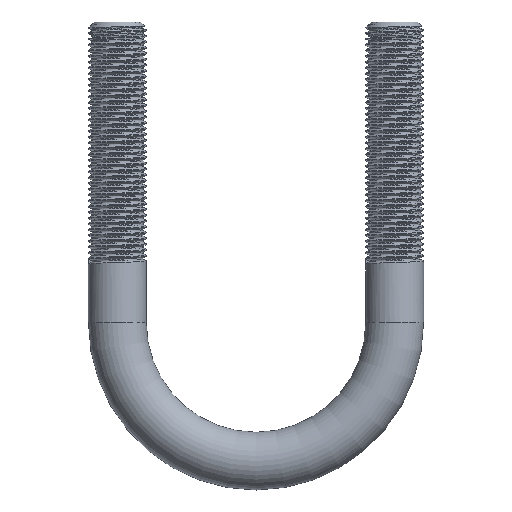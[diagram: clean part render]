
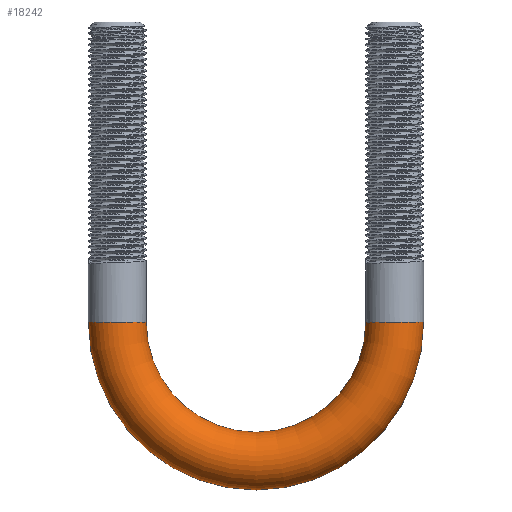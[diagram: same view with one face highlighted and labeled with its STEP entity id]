
A CAD part, front view. The second image highlights one B-rep face of the part: STEP entity #18242.
In plain terms, the highlighted toroidal (fillet/blend) face has major radius 24 mm and minor radius 5 mm.
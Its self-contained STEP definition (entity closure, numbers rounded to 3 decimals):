
#874 = VERTEX_POINT ( 'NONE', #11724 ) ;
#1168 = DIRECTION ( 'NONE',  ( 0., 1., 0. ) ) ;
#1363 = EDGE_CURVE ( 'NONE', #874, #12354, #18027, .T. ) ;
#2009 = AXIS2_PLACEMENT_3D ( 'NONE', #15376, #1168, #10922 ) ;
#2365 = AXIS2_PLACEMENT_3D ( 'NONE', #7118, #12896, #5699 ) ;
#2432 = CARTESIAN_POINT ( 'NONE',  ( 31.5, 0., -123.642 ) ) ;
#2527 = CARTESIAN_POINT ( 'NONE',  ( 7.5, 0., -123.642 ) ) ;
#2810 = DIRECTION ( 'NONE',  ( 0., 1., 0. ) ) ;
#3541 = ORIENTED_EDGE ( 'NONE', *, *, #11673, .T. ) ;
#4173 = CIRCLE ( 'NONE', #2365, 5. ) ;
#4561 = CARTESIAN_POINT ( 'NONE',  ( 7.5, 0., -123.642 ) ) ;
#5501 = EDGE_LOOP ( 'NONE', ( #9158, #7065, #12631, #3541 ) ) ;
#5549 = DIRECTION ( 'NONE',  ( 0., 0., 1. ) ) ;
#5699 = DIRECTION ( 'NONE',  ( -1., 0., 0. ) ) ;
#6642 = VERTEX_POINT ( 'NONE', #11670 ) ;
#6915 = AXIS2_PLACEMENT_3D ( 'NONE', #2527, #2810, #5549 ) ;
#7065 = ORIENTED_EDGE ( 'NONE', *, *, #1363, .F. ) ;
#7118 = CARTESIAN_POINT ( 'NONE',  ( -16.5, 0., -123.642 ) ) ;
#7444 = AXIS2_PLACEMENT_3D ( 'NONE', #2432, #8213, #14176 ) ;
#8213 = DIRECTION ( 'NONE',  ( 0., 0., 1. ) ) ;
#8434 = EDGE_CURVE ( 'NONE', #12354, #14560, #15083, .T. ) ;
#9012 = AXIS2_PLACEMENT_3D ( 'NONE', #4561, #17620, #10347 ) ;
#9158 = ORIENTED_EDGE ( 'NONE', *, *, #8434, .F. ) ;
#9269 = TOROIDAL_SURFACE ( 'NONE', #2009, 24., 5. ) ;
#9919 = EDGE_CURVE ( 'NONE', #874, #6642, #15963, .T. ) ;
#10347 = DIRECTION ( 'NONE',  ( 0., 0., 1. ) ) ;
#10922 = DIRECTION ( 'NONE',  ( 0., 0., 1. ) ) ;
#11670 = CARTESIAN_POINT ( 'NONE',  ( -11.5, 0., -123.642 ) ) ;
#11673 = EDGE_CURVE ( 'NONE', #6642, #14560, #4173, .T. ) ;
#11724 = CARTESIAN_POINT ( 'NONE',  ( 26.5, 0., -123.642 ) ) ;
#12354 = VERTEX_POINT ( 'NONE', #18272 ) ;
#12631 = ORIENTED_EDGE ( 'NONE', *, *, #9919, .T. ) ;
#12896 = DIRECTION ( 'NONE',  ( 0., 0., -1. ) ) ;
#14176 = DIRECTION ( 'NONE',  ( 1., 0., 0. ) ) ;
#14560 = VERTEX_POINT ( 'NONE', #17428 ) ;
#15083 = CIRCLE ( 'NONE', #6915, 29. ) ;
#15376 = CARTESIAN_POINT ( 'NONE',  ( 7.5, 0., -123.642 ) ) ;
#15963 = CIRCLE ( 'NONE', #9012, 19. ) ;
#16700 = FACE_OUTER_BOUND ( 'NONE', #5501, .T. ) ;
#17428 = CARTESIAN_POINT ( 'NONE',  ( -21.5, 0., -123.642 ) ) ;
#17620 = DIRECTION ( 'NONE',  ( 0., 1., 0. ) ) ;
#18027 = CIRCLE ( 'NONE', #7444, 5. ) ;
#18242 = ADVANCED_FACE ( 'NONE', ( #16700 ), #9269, .T. ) ;
#18272 = CARTESIAN_POINT ( 'NONE',  ( 36.5, 0., -123.642 ) ) ;
